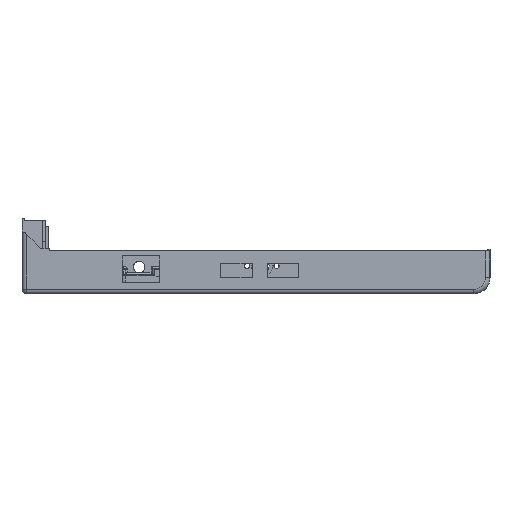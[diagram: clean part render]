
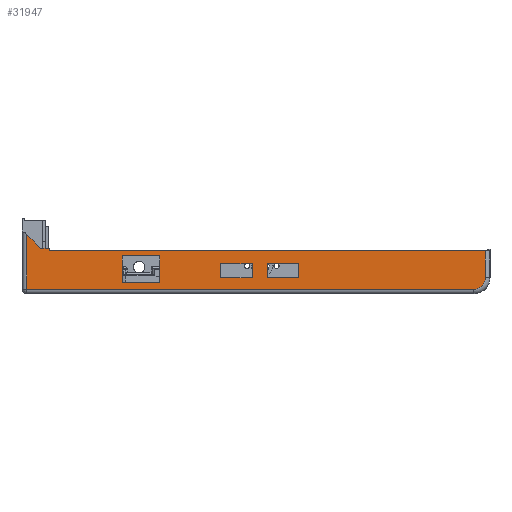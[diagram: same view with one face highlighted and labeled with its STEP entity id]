
A CAD part, left-side view. The second image highlights one B-rep face of the part: STEP entity #31947.
In plain terms, the highlighted planar face has unit normal (-1, 0, 0).
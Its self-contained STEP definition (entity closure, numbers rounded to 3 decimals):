
#732=FACE_BOUND('',#4252,.T.);
#733=FACE_BOUND('',#4253,.T.);
#734=FACE_BOUND('',#4254,.T.);
#967=PLANE('',#34957);
#2071=FACE_OUTER_BOUND('',#4251,.T.);
#4251=EDGE_LOOP('',(#23967,#23968,#23969,#23970,#23971,#23972,#23973,#23974));
#4252=EDGE_LOOP('',(#23975,#23976,#23977,#23978));
#4253=EDGE_LOOP('',(#23979,#23980,#23981,#23982));
#4254=EDGE_LOOP('',(#23983,#23984,#23985,#23986));
#6526=LINE('',#52394,#8923);
#6758=LINE('',#53559,#9155);
#6764=LINE('',#53605,#9161);
#6765=LINE('',#53607,#9162);
#6766=LINE('',#53609,#9163);
#6767=LINE('',#53611,#9164);
#6768=LINE('',#53612,#9165);
#6769=LINE('',#53615,#9166);
#6770=LINE('',#53617,#9167);
#6771=LINE('',#53619,#9168);
#6772=LINE('',#53620,#9169);
#6773=LINE('',#53623,#9170);
#6774=LINE('',#53625,#9171);
#6775=LINE('',#53627,#9172);
#6776=LINE('',#53628,#9173);
#6777=LINE('',#53631,#9174);
#6778=LINE('',#53633,#9175);
#6779=LINE('',#53635,#9176);
#6780=LINE('',#53636,#9177);
#8923=VECTOR('',#40766,10.);
#9155=VECTOR('',#42112,10.);
#9161=VECTOR('',#42162,10.);
#9162=VECTOR('',#42163,10.);
#9163=VECTOR('',#42164,10.);
#9164=VECTOR('',#42165,10.);
#9165=VECTOR('',#42166,10.);
#9166=VECTOR('',#42167,10.);
#9167=VECTOR('',#42168,10.);
#9168=VECTOR('',#42169,10.);
#9169=VECTOR('',#42170,10.);
#9170=VECTOR('',#42171,10.);
#9171=VECTOR('',#42172,10.);
#9172=VECTOR('',#42173,10.);
#9173=VECTOR('',#42174,10.);
#9174=VECTOR('',#42175,10.);
#9175=VECTOR('',#42176,10.);
#9176=VECTOR('',#42177,10.);
#9177=VECTOR('',#42178,10.);
#11046=CIRCLE('',#34376,5.);
#13925=VERTEX_POINT('',#52384);
#13926=VERTEX_POINT('',#52386);
#13927=VERTEX_POINT('',#52390);
#14285=VERTEX_POINT('',#53557);
#14297=VERTEX_POINT('',#53604);
#14298=VERTEX_POINT('',#53606);
#14299=VERTEX_POINT('',#53608);
#14300=VERTEX_POINT('',#53610);
#14301=VERTEX_POINT('',#53613);
#14302=VERTEX_POINT('',#53614);
#14303=VERTEX_POINT('',#53616);
#14304=VERTEX_POINT('',#53618);
#14305=VERTEX_POINT('',#53621);
#14306=VERTEX_POINT('',#53622);
#14307=VERTEX_POINT('',#53624);
#14308=VERTEX_POINT('',#53626);
#14309=VERTEX_POINT('',#53629);
#14310=VERTEX_POINT('',#53630);
#14311=VERTEX_POINT('',#53632);
#14312=VERTEX_POINT('',#53634);
#17179=EDGE_CURVE('',#13926,#13925,#11046,.T.);
#17182=EDGE_CURVE('',#13925,#13927,#6526,.T.);
#17754=EDGE_CURVE('',#14285,#13926,#6758,.T.);
#17771=EDGE_CURVE('',#14297,#14285,#6764,.T.);
#17772=EDGE_CURVE('',#14298,#14297,#6765,.T.);
#17773=EDGE_CURVE('',#14299,#14298,#6766,.T.);
#17774=EDGE_CURVE('',#14300,#14299,#6767,.T.);
#17775=EDGE_CURVE('',#13927,#14300,#6768,.T.);
#17776=EDGE_CURVE('',#14301,#14302,#6769,.T.);
#17777=EDGE_CURVE('',#14302,#14303,#6770,.T.);
#17778=EDGE_CURVE('',#14303,#14304,#6771,.T.);
#17779=EDGE_CURVE('',#14304,#14301,#6772,.T.);
#17780=EDGE_CURVE('',#14305,#14306,#6773,.T.);
#17781=EDGE_CURVE('',#14306,#14307,#6774,.T.);
#17782=EDGE_CURVE('',#14307,#14308,#6775,.T.);
#17783=EDGE_CURVE('',#14308,#14305,#6776,.T.);
#17784=EDGE_CURVE('',#14309,#14310,#6777,.T.);
#17785=EDGE_CURVE('',#14310,#14311,#6778,.T.);
#17786=EDGE_CURVE('',#14311,#14312,#6779,.T.);
#17787=EDGE_CURVE('',#14312,#14309,#6780,.T.);
#23967=ORIENTED_EDGE('',*,*,#17754,.F.);
#23968=ORIENTED_EDGE('',*,*,#17771,.F.);
#23969=ORIENTED_EDGE('',*,*,#17772,.F.);
#23970=ORIENTED_EDGE('',*,*,#17773,.F.);
#23971=ORIENTED_EDGE('',*,*,#17774,.F.);
#23972=ORIENTED_EDGE('',*,*,#17775,.F.);
#23973=ORIENTED_EDGE('',*,*,#17182,.F.);
#23974=ORIENTED_EDGE('',*,*,#17179,.F.);
#23975=ORIENTED_EDGE('',*,*,#17776,.T.);
#23976=ORIENTED_EDGE('',*,*,#17777,.T.);
#23977=ORIENTED_EDGE('',*,*,#17778,.T.);
#23978=ORIENTED_EDGE('',*,*,#17779,.T.);
#23979=ORIENTED_EDGE('',*,*,#17780,.T.);
#23980=ORIENTED_EDGE('',*,*,#17781,.T.);
#23981=ORIENTED_EDGE('',*,*,#17782,.T.);
#23982=ORIENTED_EDGE('',*,*,#17783,.T.);
#23983=ORIENTED_EDGE('',*,*,#17784,.T.);
#23984=ORIENTED_EDGE('',*,*,#17785,.T.);
#23985=ORIENTED_EDGE('',*,*,#17786,.T.);
#23986=ORIENTED_EDGE('',*,*,#17787,.T.);
#31947=ADVANCED_FACE('',(#2071,#732,#733,#734),#967,.F.);
#34376=AXIS2_PLACEMENT_3D('',#52388,#40759,#40760);
#34957=AXIS2_PLACEMENT_3D('',#53603,#42160,#42161);
#40759=DIRECTION('center_axis',(1.,0.,0.));
#40760=DIRECTION('ref_axis',(0.,-0.707,-0.707));
#40766=DIRECTION('',(0.,1.,0.));
#42112=DIRECTION('',(0.,0.,-1.));
#42160=DIRECTION('center_axis',(1.,0.,0.));
#42161=DIRECTION('ref_axis',(0.,1.,0.));
#42162=DIRECTION('',(0.,-1.,0.));
#42163=DIRECTION('',(0.,0.,-1.));
#42164=DIRECTION('',(0.,-1.,0.));
#42165=DIRECTION('',(0.,-0.707,-0.707));
#42166=DIRECTION('',(0.,0.,1.));
#42167=DIRECTION('',(0.,0.,-1.));
#42168=DIRECTION('',(0.,1.,0.));
#42169=DIRECTION('',(0.,0.,1.));
#42170=DIRECTION('',(0.,-1.,0.));
#42171=DIRECTION('',(0.,0.,-1.));
#42172=DIRECTION('',(0.,1.,0.));
#42173=DIRECTION('',(0.,0.,1.));
#42174=DIRECTION('',(0.,-1.,0.));
#42175=DIRECTION('',(0.,0.,-1.));
#42176=DIRECTION('',(0.,1.,0.));
#42177=DIRECTION('',(0.,0.,1.));
#42178=DIRECTION('',(0.,-1.,0.));
#52384=CARTESIAN_POINT('',(-104.,-175.907,2.));
#52386=CARTESIAN_POINT('',(-104.,-180.907,7.));
#52388=CARTESIAN_POINT('Origin',(-104.,-175.907,7.));
#52390=CARTESIAN_POINT('',(-104.,16.093,2.));
#52394=CARTESIAN_POINT('',(-104.,-82.407,2.));
#53557=CARTESIAN_POINT('',(-104.,-180.907,18.5));
#53559=CARTESIAN_POINT('',(-104.,-180.907,11.4));
#53603=CARTESIAN_POINT('Origin',(-104.,-82.407,13.25));
#53604=CARTESIAN_POINT('',(-104.,6.293,18.5));
#53605=CARTESIAN_POINT('',(-104.,6.293,18.5));
#53606=CARTESIAN_POINT('',(-104.,6.293,19.5));
#53607=CARTESIAN_POINT('',(-104.,6.293,19.5));
#53608=CARTESIAN_POINT('',(-104.,10.093,19.5));
#53609=CARTESIAN_POINT('',(-104.,10.093,19.5));
#53610=CARTESIAN_POINT('',(-104.,16.093,25.5));
#53611=CARTESIAN_POINT('',(-104.,17.093,26.5));
#53612=CARTESIAN_POINT('',(-104.,16.093,14.75));
#53613=CARTESIAN_POINT('',(-104.,-80.759,12.95));
#53614=CARTESIAN_POINT('',(-104.,-80.759,6.83));
#53615=CARTESIAN_POINT('',(-104.,-80.759,10.04));
#53616=CARTESIAN_POINT('',(-104.,-67.259,6.83));
#53617=CARTESIAN_POINT('',(-104.,-74.833,6.83));
#53618=CARTESIAN_POINT('',(-104.,-67.259,12.95));
#53619=CARTESIAN_POINT('',(-104.,-67.259,13.1));
#53620=CARTESIAN_POINT('',(-104.,-81.583,12.95));
#53621=CARTESIAN_POINT('',(-104.,-100.759,12.95));
#53622=CARTESIAN_POINT('',(-104.,-100.759,6.83));
#53623=CARTESIAN_POINT('',(-104.,-100.759,10.04));
#53624=CARTESIAN_POINT('',(-104.,-87.259,6.83));
#53625=CARTESIAN_POINT('',(-104.,-84.833,6.83));
#53626=CARTESIAN_POINT('',(-104.,-87.259,12.95));
#53627=CARTESIAN_POINT('',(-104.,-87.259,13.1));
#53628=CARTESIAN_POINT('',(-104.,-91.583,12.95));
#53629=CARTESIAN_POINT('',(-104.,-41.034,16.3));
#53630=CARTESIAN_POINT('',(-104.,-41.034,4.8));
#53631=CARTESIAN_POINT('',(-104.,-41.034,9.025));
#53632=CARTESIAN_POINT('',(-104.,-24.984,4.8));
#53633=CARTESIAN_POINT('',(-104.,-53.696,4.8));
#53634=CARTESIAN_POINT('',(-104.,-24.984,16.3));
#53635=CARTESIAN_POINT('',(-104.,-24.984,14.775));
#53636=CARTESIAN_POINT('',(-104.,-61.721,16.3));
